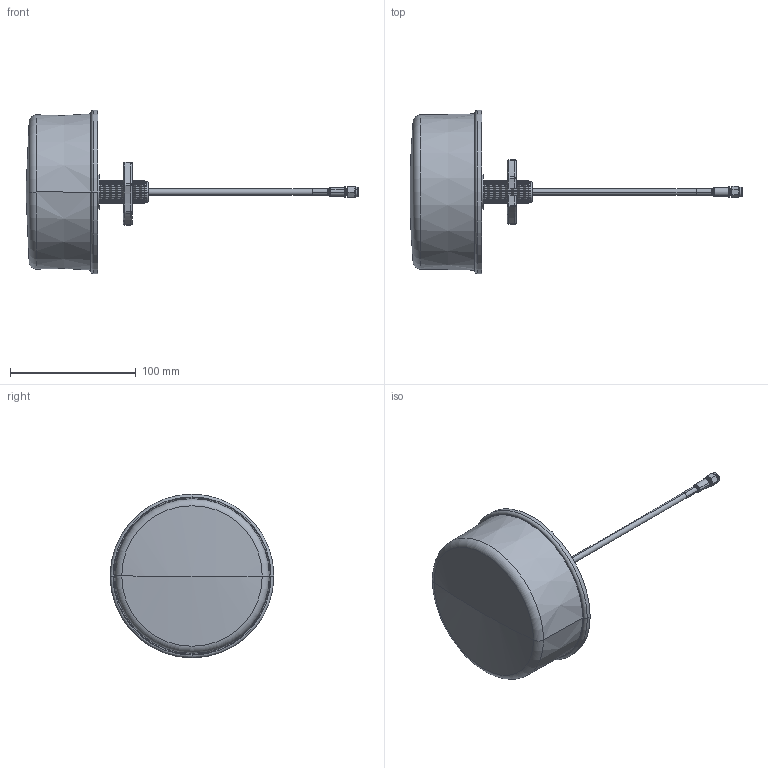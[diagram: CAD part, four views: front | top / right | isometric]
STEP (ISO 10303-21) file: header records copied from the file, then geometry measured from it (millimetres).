
FILE_DESCRIPTION (( 'STEP AP214' ), '1' );
FILE_NAME ('HG2458CU-1-SM_3D.STEP', '2020-01-15T14:39:52', ( '' ), ( '' ), 'SwSTEP 2.0', 'SolidWorks 2018', '' );
FILE_SCHEMA (( 'AUTOMOTIVE_DESIGN' ));
Length unit declared in the file: inch
Products named in the file (9): HG2458CU-1_Nut; HG2458CU-1_Antenna; 12 inch lg .195 cable^HG2458CU-1-SM; ASM-1708-MA2___; heatshrink^HG2458CU-1-SM; HG2458CU-1-SM_3D; ASM-1708-MA1___; ASM-1708___
Assembly tree (8 placements, depth 3):
  HG2458CU-1-SM_3D
    HG2458CU-1_Antenna
    HG2458CU-1_Nut
    ASM-1708___
      ASM-1708___
      ASM-1708-MA2___
      ASM-1708-MA1___
    12 inch lg .195 cable^HG2458CU-1-SM
    heatshrink^HG2458CU-1-SM
Bounding box: 263.63 x 130 x 130 mm (x, y, z)
Volume: 681590 mm3; surface area: 60126.2 mm2
Topology: 7 solids, 7 shells, 1332 faces, 2819 edges, 1500 vertices
Faces by surface type: bspline 660, cone 306, cylinder 243, plane 65, torus 42, sphere 16
Entity records: 44348 total; most frequent: CARTESIAN_POINT 22751, ORIENTED_EDGE 5606, DIRECTION 3043, EDGE_CURVE 2803, VERTEX_POINT 1500, EDGE_LOOP 1355, FACE_OUTER_BOUND 1332, ADVANCED_FACE 1332
